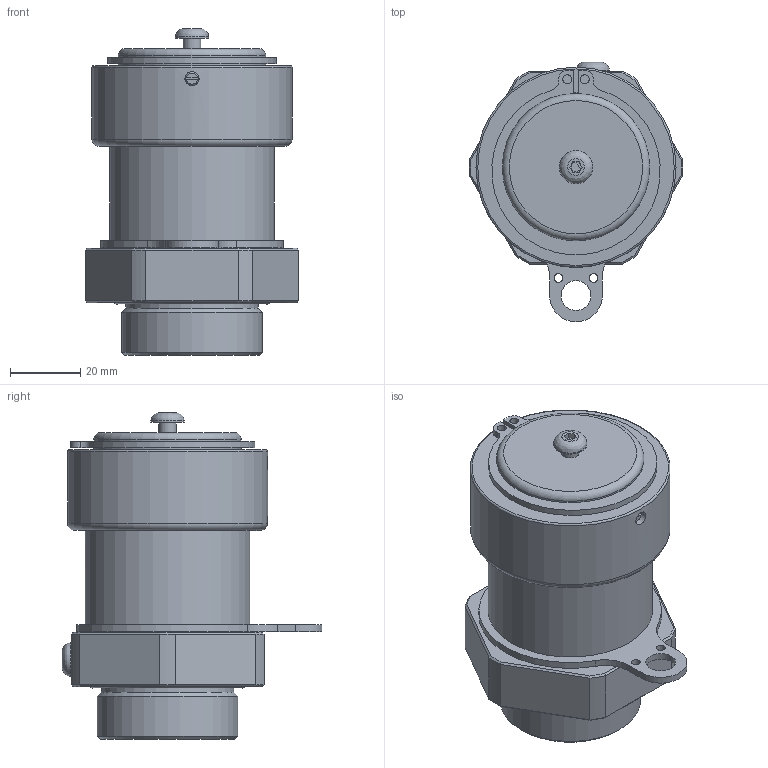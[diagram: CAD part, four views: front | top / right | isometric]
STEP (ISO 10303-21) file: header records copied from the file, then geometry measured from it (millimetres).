
FILE_DESCRIPTION(/* description */ (''),/* implementation_level */ '2;1');
FILE_NAME(/* name */ 'ControlEx Exd-32-S-BR.stp',/* time_stamp */ '2022-11-18T14:28:16+00:00',/* author */ ('areid2'),/* organization */ (''),/* preprocessor_version */ 'ST-DEVELOPER v18.1',/* originating_system */ 'Autodesk Inventor 2020',/* authorisation */ '');
FILE_SCHEMA (('AUTOMOTIVE_DESIGN { 1 0 10303 214 3 1 1 }'));
Length unit declared in the file: millimetre
Products named in the file (1): Part15
Bounding box: 60.98 x 74.05 x 93.12 mm (x, y, z)
Volume: 176187.7 mm3; surface area: 26689.7 mm2
Topology: 1 solids, 1 shells, 143 faces, 377 edges, 256 vertices
Faces by surface type: plane 73, cylinder 43, cone 19, torus 6, bspline 2
Full cylindrical faces by diameter (mm): 2.489 x2, 2.5 x2, 4 x2, 5 x2, 8.5 x1, 9.5 x2, 37.65 x1, 39.5 x1, 40 x1, 42 x2, 42.5 x1, 45 x2, 47 x1, 50.8 x1, 57 x1
Entity records: 4814 total; most frequent: CARTESIAN_POINT 991, DIRECTION 785, ORIENTED_EDGE 744, EDGE_CURVE 372, AXIS2_PLACEMENT_3D 318, VERTEX_POINT 251, EDGE_LOOP 175, CIRCLE 170
